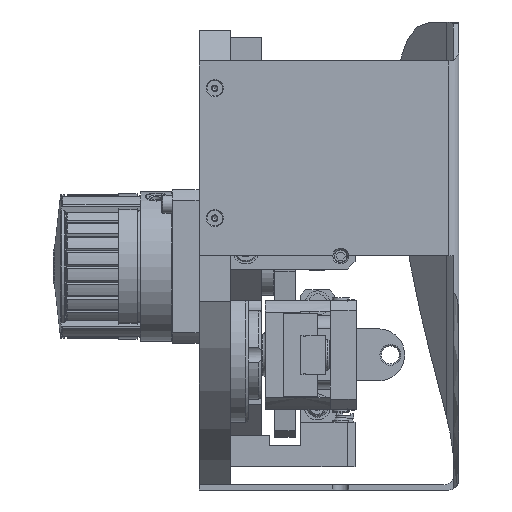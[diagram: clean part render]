
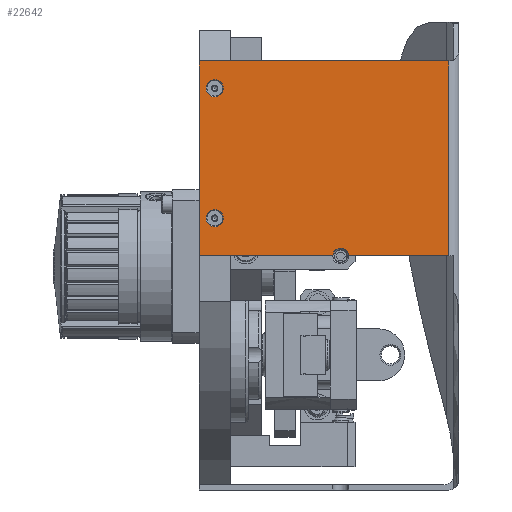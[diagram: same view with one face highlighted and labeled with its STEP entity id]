
A CAD part, front view. The second image highlights one B-rep face of the part: STEP entity #22642.
In plain terms, the highlighted face is planar.
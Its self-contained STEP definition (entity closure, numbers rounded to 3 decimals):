
#1683=PLANE('',#26130);
#2965=LINE('',#40154,#4283);
#2966=LINE('',#40157,#4284);
#2967=LINE('',#40159,#4285);
#2968=LINE('',#40161,#4286);
#2969=LINE('',#40165,#4287);
#4283=VECTOR('',#32865,1000.);
#4284=VECTOR('',#32866,1000.);
#4285=VECTOR('',#32867,1000.);
#4286=VECTOR('',#32868,1000.);
#4287=VECTOR('',#32871,1000.);
#9634=ORIENTED_EDGE('',*,*,#12661,.T.);
#9635=ORIENTED_EDGE('',*,*,#12662,.T.);
#9636=ORIENTED_EDGE('',*,*,#12663,.F.);
#9637=ORIENTED_EDGE('',*,*,#12664,.F.);
#9638=ORIENTED_EDGE('',*,*,#12665,.T.);
#9639=ORIENTED_EDGE('',*,*,#12666,.F.);
#9640=ORIENTED_EDGE('',*,*,#12667,.F.);
#9641=ORIENTED_EDGE('',*,*,#12668,.F.);
#12661=EDGE_CURVE('',#14813,#14813,#16118,.T.);
#12662=EDGE_CURVE('',#14814,#14814,#16119,.T.);
#12663=EDGE_CURVE('',#14815,#14816,#2965,.T.);
#12664=EDGE_CURVE('',#14817,#14815,#2966,.T.);
#12665=EDGE_CURVE('',#14817,#14818,#2967,.T.);
#12666=EDGE_CURVE('',#14819,#14818,#2968,.T.);
#12667=EDGE_CURVE('',#14820,#14819,#16120,.T.);
#12668=EDGE_CURVE('',#14816,#14820,#2969,.T.);
#14813=VERTEX_POINT('',#40151);
#14814=VERTEX_POINT('',#40153);
#14815=VERTEX_POINT('',#40155);
#14816=VERTEX_POINT('',#40156);
#14817=VERTEX_POINT('',#40158);
#14818=VERTEX_POINT('',#40160);
#14819=VERTEX_POINT('',#40162);
#14820=VERTEX_POINT('',#40164);
#16118=CIRCLE('',#26131,3.3);
#16119=CIRCLE('',#26132,3.3);
#16120=CIRCLE('',#26133,3.);
#18351=EDGE_LOOP('',(#9634));
#18352=EDGE_LOOP('',(#9635));
#18353=EDGE_LOOP('',(#9636,#9637,#9638,#9639,#9640,#9641));
#20679=FACE_BOUND('',#18351,.T.);
#20680=FACE_BOUND('',#18352,.T.);
#20681=FACE_BOUND('',#18353,.T.);
#22642=ADVANCED_FACE('',(#20679,#20680,#20681),#1683,.F.);
#26130=AXIS2_PLACEMENT_3D('',#40149,#32859,#32860);
#26131=AXIS2_PLACEMENT_3D('',#40150,#32861,#32862);
#26132=AXIS2_PLACEMENT_3D('',#40152,#32863,#32864);
#26133=AXIS2_PLACEMENT_3D('',#40163,#32869,#32870);
#32859=DIRECTION('',(0.,0.,-1.));
#32860=DIRECTION('',(-1.,0.,0.));
#32861=DIRECTION('',(0.,0.,-1.));
#32862=DIRECTION('',(-1.,0.,0.));
#32863=DIRECTION('',(0.,0.,-1.));
#32864=DIRECTION('',(-1.,0.,0.));
#32865=DIRECTION('',(1.,0.,0.));
#32866=DIRECTION('',(0.,1.,0.));
#32867=DIRECTION('',(1.,0.,0.));
#32868=DIRECTION('',(0.,-1.,0.));
#32869=DIRECTION('',(0.,0.,1.));
#32870=DIRECTION('',(1.,0.,0.));
#32871=DIRECTION('',(0.,-1.,0.));
#40149=CARTESIAN_POINT('',(-165.1,100.,0.));
#40150=CARTESIAN_POINT('',(-154.6,6.,0.));
#40151=CARTESIAN_POINT('',(-157.9,6.,0.));
#40152=CARTESIAN_POINT('',(-104.6,6.,0.));
#40153=CARTESIAN_POINT('',(-107.9,6.,0.));
#40154=CARTESIAN_POINT('',(-180.,96.,0.));
#40155=CARTESIAN_POINT('',(-165.1,96.,0.));
#40156=CARTESIAN_POINT('',(-90.1,96.,0.));
#40157=CARTESIAN_POINT('',(-165.1,-2.,0.));
#40158=CARTESIAN_POINT('',(-165.1,0.,0.));
#40159=CARTESIAN_POINT('',(-165.1,0.,0.));
#40160=CARTESIAN_POINT('',(-90.1,0.,0.));
#40161=CARTESIAN_POINT('',(-90.1,51.5,0.));
#40162=CARTESIAN_POINT('',(-90.1,51.5,0.));
#40163=CARTESIAN_POINT('',(-90.1,54.5,0.));
#40164=CARTESIAN_POINT('',(-90.1,57.5,0.));
#40165=CARTESIAN_POINT('',(-90.1,98.,0.));
